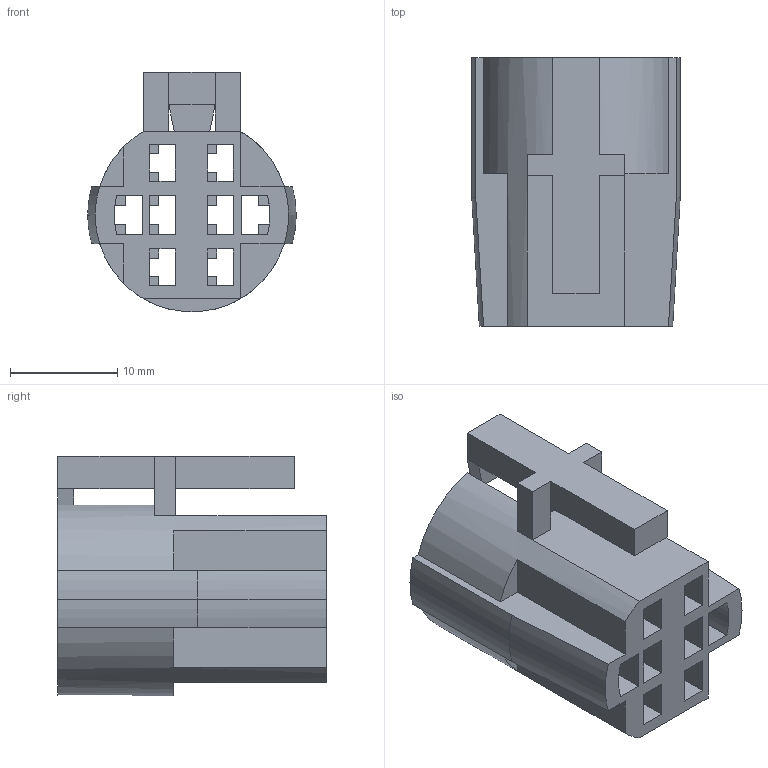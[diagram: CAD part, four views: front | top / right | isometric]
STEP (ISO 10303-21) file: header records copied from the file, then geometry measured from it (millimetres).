
FILE_DESCRIPTION (( 'STEP AP214' ), '1' );
FILE_NAME ('YJ-GQ22B.STEP', '2025-06-25T09:49:29', ( '' ), ( '' ), 'SwSTEP 2.0', 'SolidWorks 2025', '' );
FILE_SCHEMA (( 'AUTOMOTIVE_DESIGN' ));
Length unit declared in the file: millimetre
Products named in the file (1): YJ-GQ22B
Bounding box: 19.4 x 25 x 22.25 mm (x, y, z)
Volume: 3243.2 mm3; surface area: 4370.2 mm2
Topology: 1 solids, 1 shells, 134 faces, 398 edges, 262 vertices
Faces by surface type: plane 119, cylinder 12, cone 3
Entity records: 4494 total; most frequent: CARTESIAN_POINT 819, ORIENTED_EDGE 796, DIRECTION 701, EDGE_CURVE 398, LINE 357, VECTOR 357, VERTEX_POINT 262, AXIS2_PLACEMENT_3D 172
